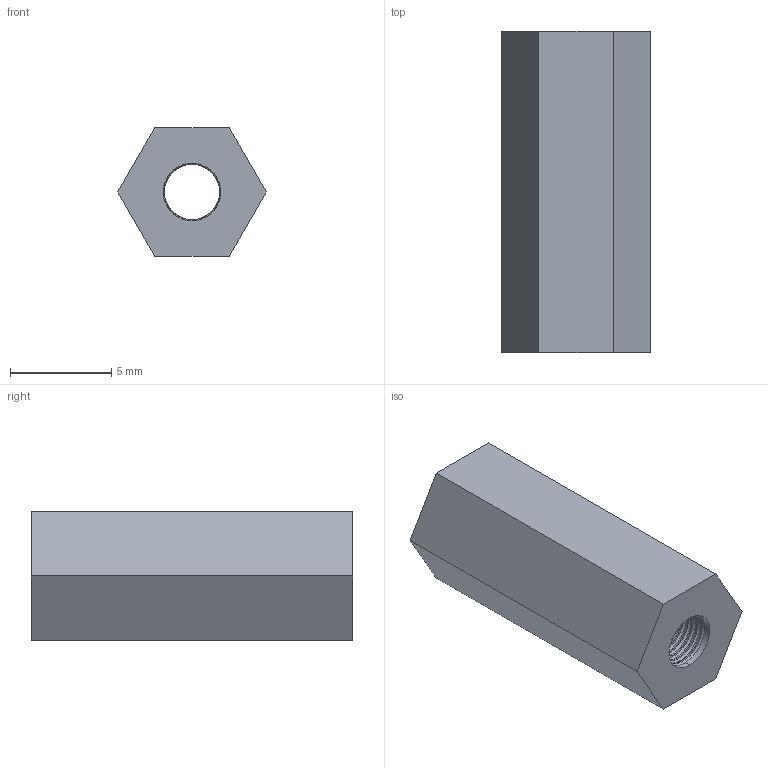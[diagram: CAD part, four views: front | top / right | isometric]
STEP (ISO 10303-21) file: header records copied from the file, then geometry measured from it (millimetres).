
FILE_DESCRIPTION (( 'STEP AP214' ), '1' );
FILE_NAME ('1902F.step', '2013-03-18T15:12:23', ( 'Richard Maletta' ), ( '' ), 'SwSTEP 2.0', 'SolidWorks 2009', '' );
FILE_SCHEMA (( 'AUTOMOTIVE_DESIGN' ));
Length unit declared in the file: inch
Products named in the file (1): 1902F
Bounding box: 7.33 x 15.88 x 6.35 mm (x, y, z)
Volume: 456 mm3; surface area: 555 mm2
Topology: 1 solids, 1 shells, 110 faces, 320 edges, 212 vertices
Faces by surface type: cylinder 98, plane 10, bspline 2
Entity records: 7095 total; most frequent: CARTESIAN_POINT 4725, ORIENTED_EDGE 640, DIRECTION 349, EDGE_CURVE 320, VERTEX_POINT 212, LINE 123, VECTOR 123, AXIS2_PLACEMENT_3D 113
